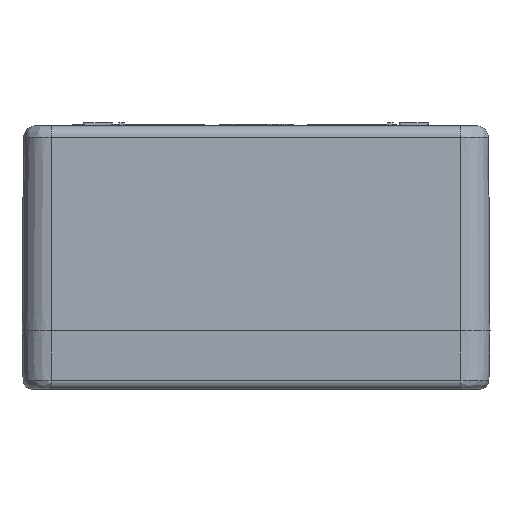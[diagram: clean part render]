
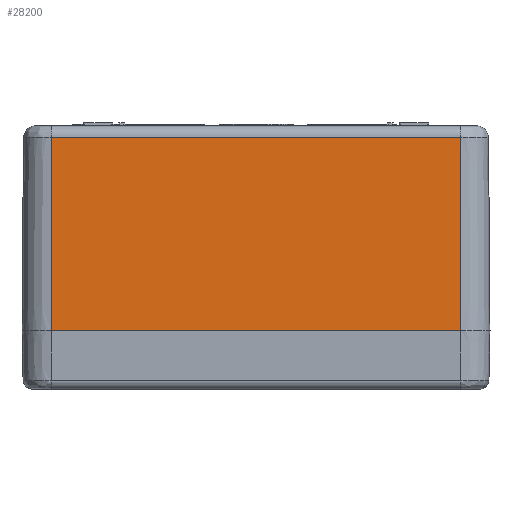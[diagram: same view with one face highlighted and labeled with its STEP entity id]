
A CAD part, left-side view. The second image highlights one B-rep face of the part: STEP entity #28200.
In plain terms, the highlighted planar face has unit normal (-1, 0, 0.007).
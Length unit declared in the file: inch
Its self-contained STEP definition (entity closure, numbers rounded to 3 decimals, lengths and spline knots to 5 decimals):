
#549 = VERTEX_POINT ( 'NONE', #16648 ) ;
#1803 = LINE ( 'NONE', #41347, #8784 ) ;
#2143 = DIRECTION ( 'NONE',  ( 0., -1., 0. ) ) ;
#3441 = CARTESIAN_POINT ( 'NONE',  ( -5.1181, -2.7559, -2.7559 ) ) ;
#4161 = AXIS2_PLACEMENT_3D ( 'NONE', #3441, #38115, #16127 ) ;
#5587 = VERTEX_POINT ( 'NONE', #10558 ) ;
#8784 = VECTOR ( 'NONE', #31727, 39.37008 ) ;
#8893 = ORIENTED_EDGE ( 'NONE', *, *, #18706, .F. ) ;
#9083 = ORIENTED_EDGE ( 'NONE', *, *, #18787, .F. ) ;
#10558 = CARTESIAN_POINT ( 'NONE',  ( -5.09859, 2.7559, -0.15622 ) ) ;
#11525 = CARTESIAN_POINT ( 'NONE',  ( -5.1181, 2.7559, -2.7559 ) ) ;
#11887 = DIRECTION ( 'NONE',  ( -0.008, 0., -1. ) ) ;
#12261 = VECTOR ( 'NONE', #29759, 39.37008 ) ;
#13486 = VECTOR ( 'NONE', #2143, 39.37008 ) ;
#14503 = LINE ( 'NONE', #24320, #14985 ) ;
#14704 = CARTESIAN_POINT ( 'NONE',  ( -5.1181, -2.7559, -2.7559 ) ) ;
#14985 = VECTOR ( 'NONE', #11887, 39.37008 ) ;
#16127 = DIRECTION ( 'NONE',  ( 0.008, 0., 1. ) ) ;
#16648 = CARTESIAN_POINT ( 'NONE',  ( -5.09859, -2.7559, -0.15622 ) ) ;
#17877 = VERTEX_POINT ( 'NONE', #26758 ) ;
#18706 = EDGE_CURVE ( 'NONE', #549, #17877, #1803, .T. ) ;
#18787 = EDGE_CURVE ( 'NONE', #5587, #549, #24252, .T. ) ;
#22936 = CARTESIAN_POINT ( 'NONE',  ( -5.09859, -1.37795, -0.15622 ) ) ;
#23987 = FACE_OUTER_BOUND ( 'NONE', #33588, .T. ) ;
#24252 = LINE ( 'NONE', #22936, #12261 ) ;
#24320 = CARTESIAN_POINT ( 'NONE',  ( -5.1181, 2.7559, -2.7559 ) ) ;
#26532 = ORIENTED_EDGE ( 'NONE', *, *, #39562, .T. ) ;
#26758 = CARTESIAN_POINT ( 'NONE',  ( -5.1181, -2.7559, -2.7559 ) ) ;
#26922 = VERTEX_POINT ( 'NONE', #11525 ) ;
#28200 = ADVANCED_FACE ( 'NONE', ( #23987 ), #31879, .T. ) ;
#29759 = DIRECTION ( 'NONE',  ( 0., -1., 0. ) ) ;
#31727 = DIRECTION ( 'NONE',  ( -0.008, 0., -1. ) ) ;
#31879 = PLANE ( 'NONE',  #4161 ) ;
#33588 = EDGE_LOOP ( 'NONE', ( #26532, #8893, #9083, #35894 ) ) ;
#35894 = ORIENTED_EDGE ( 'NONE', *, *, #39526, .T. ) ;
#35989 = LINE ( 'NONE', #14704, #13486 ) ;
#38115 = DIRECTION ( 'NONE',  ( -1., 0., 0.008 ) ) ;
#39526 = EDGE_CURVE ( 'NONE', #5587, #26922, #14503, .T. ) ;
#39562 = EDGE_CURVE ( 'NONE', #26922, #17877, #35989, .T. ) ;
#41347 = CARTESIAN_POINT ( 'NONE',  ( -5.1181, -2.7559, -2.7559 ) ) ;
